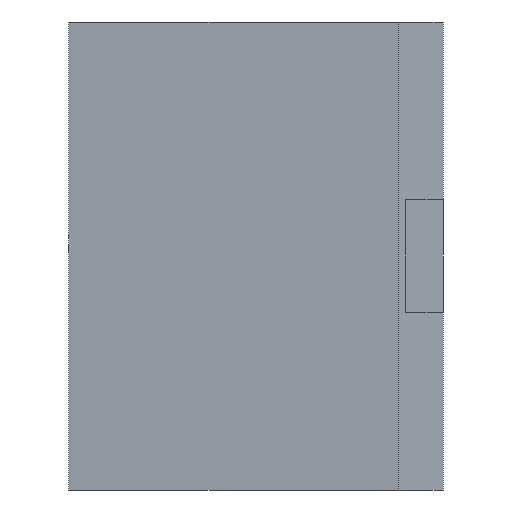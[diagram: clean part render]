
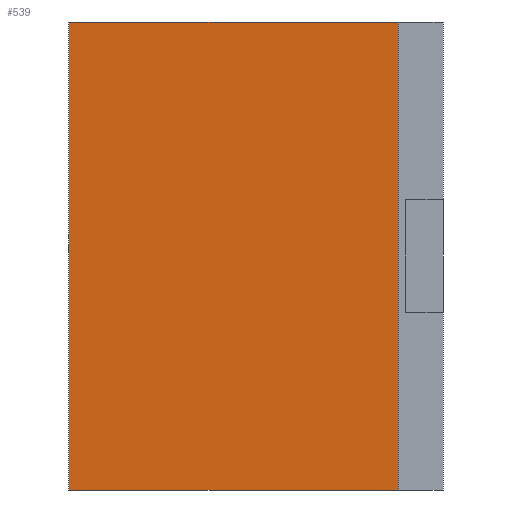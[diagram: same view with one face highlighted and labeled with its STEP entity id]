
A CAD part, left-side view. The second image highlights one B-rep face of the part: STEP entity #539.
In plain terms, the highlighted face is planar.
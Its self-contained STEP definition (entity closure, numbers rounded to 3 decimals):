
#18 = FACE_OUTER_BOUND ( 'NONE', #614, .T. ) ;
#28 = CARTESIAN_POINT ( 'NONE',  ( 0.627, 0.125, 1.1 ) ) ;
#42 = CARTESIAN_POINT ( 'NONE',  ( 0.546, -0.5, 0.175 ) ) ;
#58 = CARTESIAN_POINT ( 'NONE',  ( 0.55, -0.5, 0.22 ) ) ;
#91 = VECTOR ( 'NONE', #618, 1000. ) ;
#99 = VECTOR ( 'NONE', #472, 1000. ) ;
#106 = CARTESIAN_POINT ( 'NONE',  ( 0.627, 0.75, 1.1 ) ) ;
#109 = LINE ( 'NONE', #267, #99 ) ;
#112 = PLANE ( 'NONE',  #496 ) ;
#117 = EDGE_CURVE ( 'NONE', #376, #208, #526, .T. ) ;
#131 = EDGE_CURVE ( 'NONE', #555, #376, #109, .T. ) ;
#134 = CARTESIAN_POINT ( 'NONE',  ( 0.627, -0.5, 1.1 ) ) ;
#175 = EDGE_CURVE ( 'NONE', #558, #555, #313, .T. ) ;
#184 = ORIENTED_EDGE ( 'NONE', *, *, #338, .F. ) ;
#201 = ORIENTED_EDGE ( 'NONE', *, *, #117, .F. ) ;
#208 = VERTEX_POINT ( 'NONE', #106 ) ;
#215 = DIRECTION ( 'NONE',  ( 0., -1., 0. ) ) ;
#224 = CARTESIAN_POINT ( 'NONE',  ( 0.55, 0.125, 0.22 ) ) ;
#267 = CARTESIAN_POINT ( 'NONE',  ( 0.55, 0.125, 0.22 ) ) ;
#313 = LINE ( 'NONE', #42, #91 ) ;
#329 = DIRECTION ( 'NONE',  ( 0.996, 0., -0.087 ) ) ;
#333 = DIRECTION ( 'NONE',  ( 0.087, 0., 0.996 ) ) ;
#338 = EDGE_CURVE ( 'NONE', #208, #558, #425, .T. ) ;
#376 = VERTEX_POINT ( 'NONE', #479 ) ;
#412 = CARTESIAN_POINT ( 'NONE',  ( 0.546, 0.75, 0.175 ) ) ;
#424 = ORIENTED_EDGE ( 'NONE', *, *, #131, .F. ) ;
#425 = LINE ( 'NONE', #28, #457 ) ;
#457 = VECTOR ( 'NONE', #215, 1000. ) ;
#472 = DIRECTION ( 'NONE',  ( 0., 1., 0. ) ) ;
#479 = CARTESIAN_POINT ( 'NONE',  ( 0.55, 0.75, 0.22 ) ) ;
#496 = AXIS2_PLACEMENT_3D ( 'NONE', #224, #329, #594 ) ;
#508 = VECTOR ( 'NONE', #333, 1000. ) ;
#526 = LINE ( 'NONE', #412, #508 ) ;
#539 = ADVANCED_FACE ( 'NONE', ( #18 ), #112, .F. ) ;
#555 = VERTEX_POINT ( 'NONE', #58 ) ;
#558 = VERTEX_POINT ( 'NONE', #134 ) ;
#579 = ORIENTED_EDGE ( 'NONE', *, *, #175, .F. ) ;
#594 = DIRECTION ( 'NONE',  ( 0., -1., 0. ) ) ;
#614 = EDGE_LOOP ( 'NONE', ( #579, #184, #201, #424 ) ) ;
#618 = DIRECTION ( 'NONE',  ( -0.087, 0., -0.996 ) ) ;
